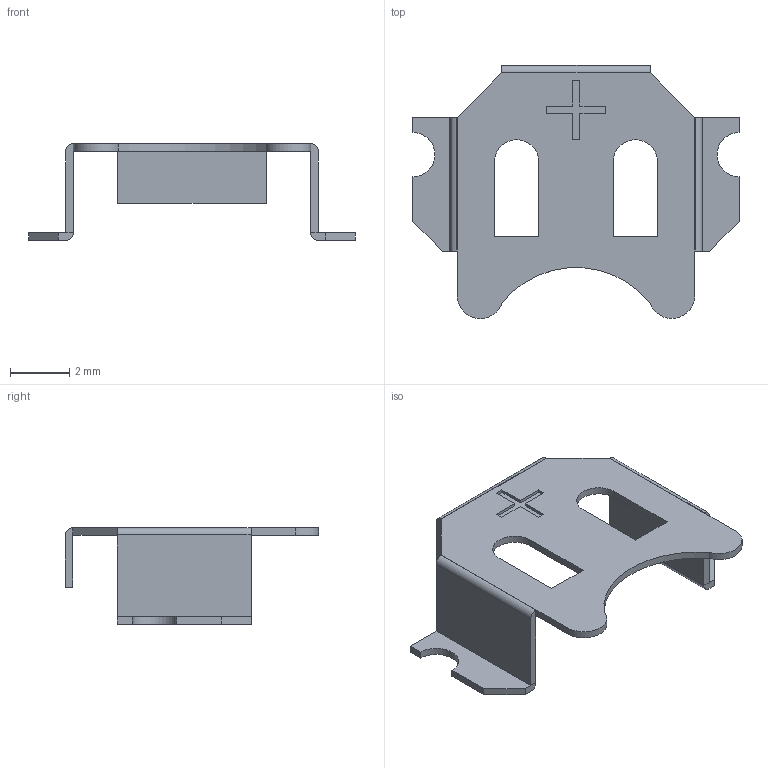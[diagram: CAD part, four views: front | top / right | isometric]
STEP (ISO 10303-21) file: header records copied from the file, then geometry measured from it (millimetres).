
FILE_DESCRIPTION(('FreeCAD Model'),'2;1');
FILE_NAME('battery_retainer_2998.step','2018-01-30T12:36:43',('kicad StepUp'),('ksu MCAD'), 'Open CASCADE STEP processor 6.8','FreeCAD','Unknown');
FILE_SCHEMA(('AUTOMOTIVE_DESIGN_CC2 { 1 2 10303 214 -1 1 5 4 }'));
Length unit declared in the file: millimetre
Products named in the file (1): battery_retainer_2998
Bounding box: 11 x 8.52 x 3.25 mm (x, y, z)
Volume: 23.4 mm3; surface area: 206.6 mm2
Topology: 1 solids, 1 shells, 69 faces, 178 edges, 112 vertices
Faces by surface type: plane 57, cylinder 12
Entity records: 2085 total; most frequent: CARTESIAN_POINT 360, ORIENTED_EDGE 356, DIRECTION 342, EDGE_CURVE 178, LINE 154, VECTOR 154, VERTEX_POINT 112, AXIS2_PLACEMENT_3D 94
